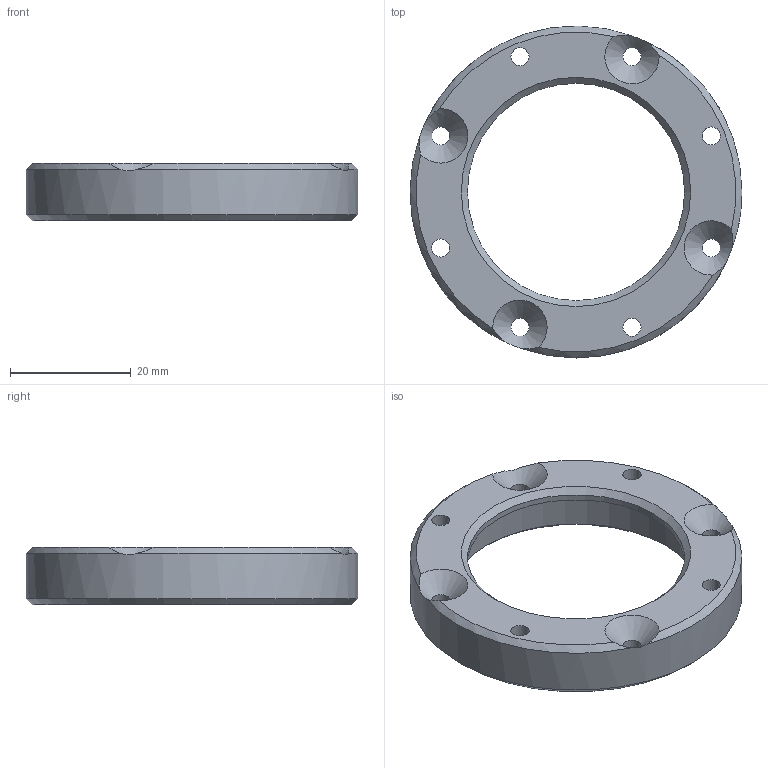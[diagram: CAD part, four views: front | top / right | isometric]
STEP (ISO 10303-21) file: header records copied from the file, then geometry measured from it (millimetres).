
FILE_DESCRIPTION(/* description */ (''),/* implementation_level */ '2;1');
FILE_NAME(/* name */ 'Top_Cap.step',/* time_stamp */ '2022-01-11T15:44:43-05:00',/* author */ (''),/* organization */ (''),/* preprocessor_version */ 'ST-DEVELOPER v18.1',/* originating_system */ 'Autodesk Translation Framework v10.10.0.1391',/* authorisation */ '');
FILE_SCHEMA (('AUTOMOTIVE_DESIGN { 1 0 10303 214 3 1 1 }'));
Length unit declared in the file: millimetre
Products named in the file (1): FusionComponent
Bounding box: 55 x 55 x 9.5 mm (x, y, z)
Volume: 9055.6 mm3; surface area: 5873.5 mm2
Topology: 1 solids, 1 shells, 33 faces, 93 edges, 60 vertices
Faces by surface type: cylinder 19, cone 10, plane 4
Full cylindrical faces by diameter (mm): 3 x8, 36 x1, 42 x1, 55 x1
Entity records: 1204 total; most frequent: CARTESIAN_POINT 254, DIRECTION 203, ORIENTED_EDGE 186, EDGE_CURVE 93, AXIS2_PLACEMENT_3D 89, VERTEX_POINT 60, CIRCLE 55, EDGE_LOOP 49
